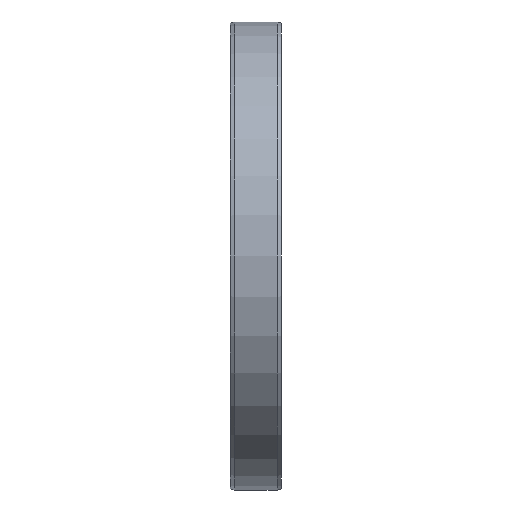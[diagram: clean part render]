
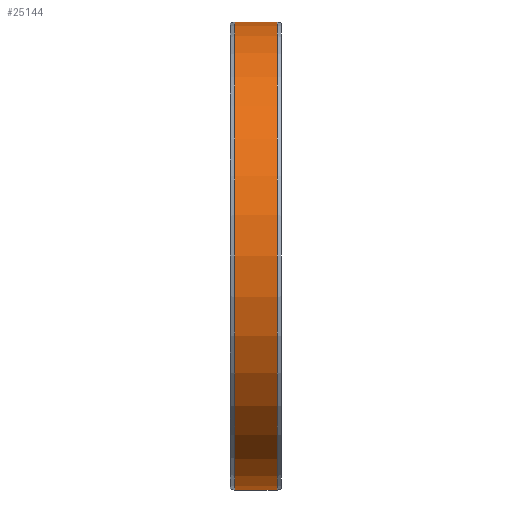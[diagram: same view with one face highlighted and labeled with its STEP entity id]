
A CAD part, left-side view. The second image highlights one B-rep face of the part: STEP entity #25144.
In plain terms, the highlighted cylindrical face has radius 55 mm (diameter 110 mm), a partial arc.
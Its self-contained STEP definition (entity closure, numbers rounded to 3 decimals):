
#24420=CARTESIAN_POINT('',(0.,-5.,0.));
#24421=DIRECTION('',(0.,1.,0.));
#24422=DIRECTION('',(0.,0.,-1.));
#24423=AXIS2_PLACEMENT_3D('',#24420,#24421,#24422);
#24428=DIRECTION('',(0.,1.,0.));
#24429=VECTOR('',#24428,10.);
#24430=CARTESIAN_POINT('',(0.,-5.,-55.));
#24431=LINE('',#24430,#24429);
#24443=DIRECTION('',(0.,1.,0.));
#24444=VECTOR('',#24443,10.);
#24445=CARTESIAN_POINT('',(0.,-5.,55.));
#24446=LINE('',#24445,#24444);
#24472=CARTESIAN_POINT('',(0.,5.,0.));
#24473=DIRECTION('',(0.,1.,0.));
#24474=DIRECTION('',(0.,0.,-1.));
#24475=AXIS2_PLACEMENT_3D('',#24472,#24473,#24474);
#24781=CARTESIAN_POINT('',(0.,-5.,-55.));
#24783=VERTEX_POINT('',#24781);
#24784=CARTESIAN_POINT('',(0.,5.,-55.));
#24785=VERTEX_POINT('',#24784);
#24825=CARTESIAN_POINT('',(0.,-5.,55.));
#24827=VERTEX_POINT('',#24825);
#24828=CARTESIAN_POINT('',(0.,5.,55.));
#24829=VERTEX_POINT('',#24828);
#25130=CARTESIAN_POINT('',(0.,-6.6,0.));
#25131=DIRECTION('',(0.,1.,0.));
#25132=DIRECTION('',(0.,0.,-1.));
#25133=AXIS2_PLACEMENT_3D('',#25130,#25131,#25132);
#25134=CYLINDRICAL_SURFACE('',#25133,55.);
#25136=ORIENTED_EDGE('',*,*,#25135,.T.);
#25138=ORIENTED_EDGE('',*,*,#25137,.T.);
#25140=ORIENTED_EDGE('',*,*,#25139,.F.);
#25141=ORIENTED_EDGE('',*,*,#25123,.F.);
#25142=EDGE_LOOP('',(#25136,#25138,#25140,#25141));
#25143=FACE_OUTER_BOUND('',#25142,.F.);
#24424=CIRCLE('',#24423,55.);
#24476=CIRCLE('',#24475,55.);
#25123=EDGE_CURVE('',#24783,#24827,#24424,.T.);
#25135=EDGE_CURVE('',#24783,#24785,#24431,.T.);
#25137=EDGE_CURVE('',#24785,#24829,#24476,.T.);
#25139=EDGE_CURVE('',#24827,#24829,#24446,.T.);
#25144=ADVANCED_FACE('',(#25143),#25134,.T.);
